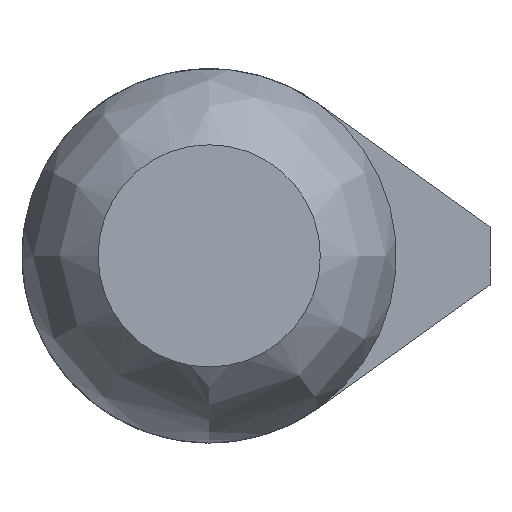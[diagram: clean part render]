
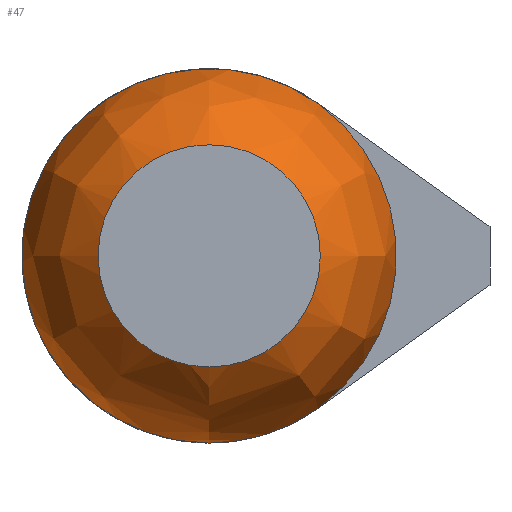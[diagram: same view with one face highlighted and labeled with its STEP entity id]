
A CAD part, front view. The second image highlights one B-rep face of the part: STEP entity #47.
In plain terms, the highlighted free-form (B-spline) face has degree [3, 3] with [4, 7] control points.
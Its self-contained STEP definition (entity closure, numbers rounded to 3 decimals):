
#47 = ADVANCED_FACE( '', ( #107, #108 ), #109, .T. );
#107 = FACE_OUTER_BOUND( '', #187, .T. );
#108 = FACE_OUTER_BOUND( '', #188, .T. );
#109 = ( BOUNDED_SURFACE(  )B_SPLINE_SURFACE( 3, 3, ( ( #191, #192, #193, #194, #195, #196, #197 ), ( #198, #199, #200, #201, #202, #203, #204 ), ( #205, #206, #207, #208, #209, #210, #211 ), ( #212, #213, #214, #215, #216, #217, #218 ) ), .UNSPECIFIED., .F., .T., .F. )B_SPLINE_SURFACE_WITH_KNOTS( ( 4, 4 ), ( 4, 3, 4 ), ( 0., 6.283 ), ( 0.06, 0.534, 1.008 ), .UNSPECIFIED. )GEOMETRIC_REPRESENTATION_ITEM(  )RATIONAL_B_SPLINE_SURFACE( ( ( 1., 0.333, 0.333, 1., 0.333, 0.333, 1. ), ( 0.927, 0.309, 0.309, 0.927, 0.309, 0.309, 0.927 ), ( 0.927, 0.309, 0.309, 0.927, 0.309, 0.309, 0.927 ), ( 1., 0.333, 0.333, 1., 0.333, 0.333, 1. ) ) )REPRESENTATION_ITEM( '' )SURFACE(  ) );
#187 = EDGE_LOOP( '', ( #334, #335 ) );
#188 = EDGE_LOOP( '', ( #336 ) );
#191 = CARTESIAN_POINT( '', ( 0., -59., -4.75 ) );
#192 = CARTESIAN_POINT( '', ( 9.5, -59., -4.75 ) );
#193 = CARTESIAN_POINT( '', ( 9.5, -59., 4.75 ) );
#194 = CARTESIAN_POINT( '', ( 0., -59., 4.75 ) );
#195 = CARTESIAN_POINT( '', ( -9.5, -59., 4.75 ) );
#196 = CARTESIAN_POINT( '', ( -9.5, -59., -4.75 ) );
#197 = CARTESIAN_POINT( '', ( 0., -59., -4.75 ) );
#198 = CARTESIAN_POINT( '', ( 0., -57.773, -6.693 ) );
#199 = CARTESIAN_POINT( '', ( 13.387, -57.773, -6.693 ) );
#200 = CARTESIAN_POINT( '', ( 13.387, -57.773, 6.693 ) );
#201 = CARTESIAN_POINT( '', ( 0., -57.773, 6.693 ) );
#202 = CARTESIAN_POINT( '', ( -13.387, -57.773, 6.693 ) );
#203 = CARTESIAN_POINT( '', ( -13.387, -57.773, -6.693 ) );
#204 = CARTESIAN_POINT( '', ( 0., -57.773, -6.693 ) );
#205 = CARTESIAN_POINT( '', ( 0., -55.794, -7.863 ) );
#206 = CARTESIAN_POINT( '', ( 15.725, -55.794, -7.863 ) );
#207 = CARTESIAN_POINT( '', ( 15.725, -55.794, 7.863 ) );
#208 = CARTESIAN_POINT( '', ( 0., -55.794, 7.863 ) );
#209 = CARTESIAN_POINT( '', ( -15.725, -55.794, 7.863 ) );
#210 = CARTESIAN_POINT( '', ( -15.725, -55.794, -7.863 ) );
#211 = CARTESIAN_POINT( '', ( 0., -55.794, -7.863 ) );
#212 = CARTESIAN_POINT( '', ( 0., -53.5, -8. ) );
#213 = CARTESIAN_POINT( '', ( 16., -53.5, -8. ) );
#214 = CARTESIAN_POINT( '', ( 16., -53.5, 8. ) );
#215 = CARTESIAN_POINT( '', ( 0., -53.5, 8. ) );
#216 = CARTESIAN_POINT( '', ( -16., -53.5, 8. ) );
#217 = CARTESIAN_POINT( '', ( -16., -53.5, -8. ) );
#218 = CARTESIAN_POINT( '', ( 0., -53.5, -8. ) );
#334 = ORIENTED_EDGE( '', *, *, #476, .F. );
#335 = ORIENTED_EDGE( '', *, *, #477, .F. );
#336 = ORIENTED_EDGE( '', *, *, #478, .F. );
#476 = EDGE_CURVE( '', #535, #536, #537, .T. );
#477 = EDGE_CURVE( '', #536, #535, #538, .T. );
#478 = EDGE_CURVE( '', #539, #539, #540, .T. );
#535 = VERTEX_POINT( '', #617 );
#536 = VERTEX_POINT( '', #618 );
#537 = CIRCLE( '', #619, 8. );
#538 = CIRCLE( '', #620, 8. );
#539 = VERTEX_POINT( '', #621 );
#540 = CIRCLE( '', #622, 4.75 );
#617 = CARTESIAN_POINT( '', ( 4.656, -53.5, 6.506 ) );
#618 = CARTESIAN_POINT( '', ( 4.656, -53.5, -6.506 ) );
#619 = AXIS2_PLACEMENT_3D( '', #705, #706, #707 );
#620 = AXIS2_PLACEMENT_3D( '', #708, #709, #710 );
#621 = CARTESIAN_POINT( '', ( 0., -59., -4.75 ) );
#622 = AXIS2_PLACEMENT_3D( '', #711, #712, #713 );
#705 = CARTESIAN_POINT( '', ( 0., -53.5, 0. ) );
#706 = DIRECTION( '', ( 0., 1., 0. ) );
#707 = DIRECTION( '', ( 0., 0., 1. ) );
#708 = CARTESIAN_POINT( '', ( 0., -53.5, 0. ) );
#709 = DIRECTION( '', ( 0., 1., 0. ) );
#710 = DIRECTION( '', ( 1., 0., 0. ) );
#711 = CARTESIAN_POINT( '', ( 0., -59., 0. ) );
#712 = DIRECTION( '', ( 0., -1., 0. ) );
#713 = DIRECTION( '', ( 0., 0., -1. ) );
